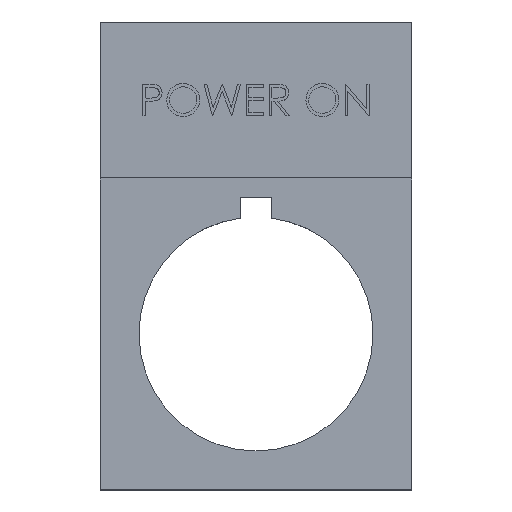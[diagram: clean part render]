
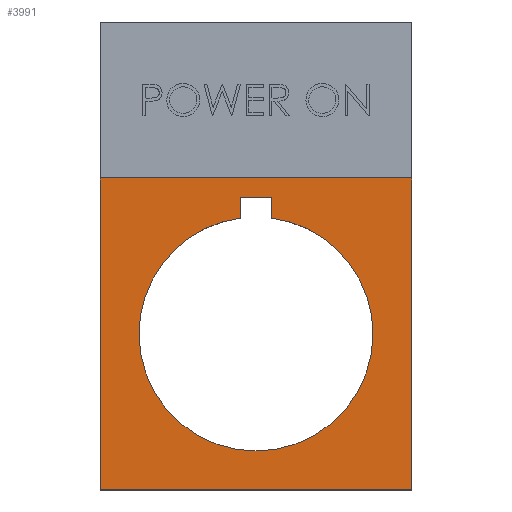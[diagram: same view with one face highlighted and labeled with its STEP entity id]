
A CAD part, top view. The second image highlights one B-rep face of the part: STEP entity #3991.
In plain terms, the highlighted planar face has unit normal (0, 0, 1).
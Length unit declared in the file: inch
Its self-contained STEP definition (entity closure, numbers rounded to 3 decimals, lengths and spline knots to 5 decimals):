
#137 = CARTESIAN_POINT ( 'NONE',  ( -0.59055, 1.1811, 0.01969 ) ) ;
#195 = CARTESIAN_POINT ( 'NONE',  ( 0.19685, 0.59055, 0.01969 ) ) ;
#277 = LINE ( 'NONE', #3764, #699 ) ;
#331 = CARTESIAN_POINT ( 'NONE',  ( 0.05906, 0.43896, 0.01969 ) ) ;
#333 = CARTESIAN_POINT ( 'NONE',  ( 0., 0., 0.01969 ) ) ;
#561 = AXIS2_PLACEMENT_3D ( 'NONE', #2478, #2936, #6083 ) ;
#605 = AXIS2_PLACEMENT_3D ( 'NONE', #4600, #6256, #1134 ) ;
#699 = VECTOR ( 'NONE', #5864, 39.37008 ) ;
#870 = B_SPLINE_CURVE_WITH_KNOTS ( 'NONE', 3,
 ( #4392, #195, #1323, #6486 ),
 .UNSPECIFIED., .F., .F.,
 ( 4, 4 ),
 ( 0., 1. ),
 .UNSPECIFIED. ) ;
#882 = EDGE_CURVE ( 'NONE', #942, #6328, #2868, .T. ) ;
#887 = EDGE_LOOP ( 'NONE', ( #6098, #3576, #3731, #1693 ) ) ;
#942 = VERTEX_POINT ( 'NONE', #1870 ) ;
#960 = LINE ( 'NONE', #1688, #2522 ) ;
#1091 = CARTESIAN_POINT ( 'NONE',  ( 0.05906, 0.5177, 0.01969 ) ) ;
#1128 = VERTEX_POINT ( 'NONE', #1995 ) ;
#1134 = DIRECTION ( 'NONE',  ( 1., 0., 0. ) ) ;
#1176 = CIRCLE ( 'NONE', #561, 0.44291 ) ;
#1323 = CARTESIAN_POINT ( 'NONE',  ( -0.19685, 0.59055, 0.01969 ) ) ;
#1326 = CARTESIAN_POINT ( 'NONE',  ( -0.59055, -0.59055, 0.01969 ) ) ;
#1497 = LINE ( 'NONE', #4564, #3960 ) ;
#1619 = CARTESIAN_POINT ( 'NONE',  ( 0., 0.29528, 0.01969 ) ) ;
#1688 = CARTESIAN_POINT ( 'NONE',  ( -0.05906, 0.5177, 0.01969 ) ) ;
#1693 = ORIENTED_EDGE ( 'NONE', *, *, #5866, .F. ) ;
#1870 = CARTESIAN_POINT ( 'NONE',  ( 0.44291, 0., 0.01969 ) ) ;
#1894 = DIRECTION ( 'NONE',  ( 1., 0., 0. ) ) ;
#1969 = LINE ( 'NONE', #6427, #5979 ) ;
#1995 = CARTESIAN_POINT ( 'NONE',  ( -0.59055, -0.59055, 0.01969 ) ) ;
#2086 = VERTEX_POINT ( 'NONE', #6249 ) ;
#2184 = VERTEX_POINT ( 'NONE', #4871 ) ;
#2406 = CARTESIAN_POINT ( 'NONE',  ( -0.05906, 0.43896, 0.01969 ) ) ;
#2426 = ORIENTED_EDGE ( 'NONE', *, *, #4738, .T. ) ;
#2478 = CARTESIAN_POINT ( 'NONE',  ( 0., 0., 0.01969 ) ) ;
#2505 = EDGE_CURVE ( 'NONE', #4709, #1128, #3105, .T. ) ;
#2522 = VECTOR ( 'NONE', #5322, 39.37008 ) ;
#2638 = VERTEX_POINT ( 'NONE', #331 ) ;
#2670 = PLANE ( 'NONE',  #3507 ) ;
#2835 = ORIENTED_EDGE ( 'NONE', *, *, #3591, .T. ) ;
#2868 = CIRCLE ( 'NONE', #3776, 0.44291 ) ;
#2936 = DIRECTION ( 'NONE',  ( 0., 0., -1. ) ) ;
#3005 = DIRECTION ( 'NONE',  ( 1., 0., 0. ) ) ;
#3105 = LINE ( 'NONE', #1326, #6619 ) ;
#3327 = DIRECTION ( 'NONE',  ( 0., -1., 0. ) ) ;
#3344 = EDGE_LOOP ( 'NONE', ( #5374, #4815, #6749, #5098, #2426, #2835 ) ) ;
#3507 = AXIS2_PLACEMENT_3D ( 'NONE', #1619, #3694, #4776 ) ;
#3576 = ORIENTED_EDGE ( 'NONE', *, *, #4157, .F. ) ;
#3591 = EDGE_CURVE ( 'NONE', #4666, #2086, #960, .T. ) ;
#3694 = DIRECTION ( 'NONE',  ( 0., 0., 1. ) ) ;
#3731 = ORIENTED_EDGE ( 'NONE', *, *, #6351, .T. ) ;
#3764 = CARTESIAN_POINT ( 'NONE',  ( 0.59055, -0.59055, 0.01969 ) ) ;
#3776 = AXIS2_PLACEMENT_3D ( 'NONE', #333, #4533, #1894 ) ;
#3817 = DIRECTION ( 'NONE',  ( 0., 1., 0. ) ) ;
#3960 = VECTOR ( 'NONE', #3005, 39.37008 ) ;
#3991 = ADVANCED_FACE ( 'NONE', ( #5846, #4466 ), #2670, .T. ) ;
#4034 = VECTOR ( 'NONE', #3817, 39.37008 ) ;
#4157 = EDGE_CURVE ( 'NONE', #5106, #4709, #277, .T. ) ;
#4369 = CIRCLE ( 'NONE', #605, 0.44291 ) ;
#4392 = CARTESIAN_POINT ( 'NONE',  ( 0.59055, 0.59055, 0.01969 ) ) ;
#4466 = FACE_OUTER_BOUND ( 'NONE', #887, .T. ) ;
#4533 = DIRECTION ( 'NONE',  ( 0., 0., -1. ) ) ;
#4564 = CARTESIAN_POINT ( 'NONE',  ( 0.05906, 0.5177, 0.01969 ) ) ;
#4566 = EDGE_CURVE ( 'NONE', #2638, #942, #1176, .T. ) ;
#4600 = CARTESIAN_POINT ( 'NONE',  ( 0., 0., 0.01969 ) ) ;
#4666 = VERTEX_POINT ( 'NONE', #2406 ) ;
#4709 = VERTEX_POINT ( 'NONE', #6358 ) ;
#4738 = EDGE_CURVE ( 'NONE', #6328, #4666, #4369, .T. ) ;
#4776 = DIRECTION ( 'NONE',  ( 1., 0., 0. ) ) ;
#4809 = EDGE_CURVE ( 'NONE', #6680, #2638, #1969, .T. ) ;
#4815 = ORIENTED_EDGE ( 'NONE', *, *, #4809, .T. ) ;
#4846 = CARTESIAN_POINT ( 'NONE',  ( 0.59055, 0.59055, 0.01969 ) ) ;
#4871 = CARTESIAN_POINT ( 'NONE',  ( -0.59055, 0.59055, 0.01969 ) ) ;
#5098 = ORIENTED_EDGE ( 'NONE', *, *, #882, .T. ) ;
#5106 = VERTEX_POINT ( 'NONE', #4846 ) ;
#5322 = DIRECTION ( 'NONE',  ( 0., 1., 0. ) ) ;
#5374 = ORIENTED_EDGE ( 'NONE', *, *, #5731, .T. ) ;
#5512 = DIRECTION ( 'NONE',  ( -1., 0., 0. ) ) ;
#5595 = LINE ( 'NONE', #137, #4034 ) ;
#5731 = EDGE_CURVE ( 'NONE', #2086, #6680, #1497, .T. ) ;
#5846 = FACE_BOUND ( 'NONE', #3344, .T. ) ;
#5864 = DIRECTION ( 'NONE',  ( 0., -1., 0. ) ) ;
#5866 = EDGE_CURVE ( 'NONE', #1128, #2184, #5595, .T. ) ;
#5979 = VECTOR ( 'NONE', #3327, 39.37008 ) ;
#6024 = CARTESIAN_POINT ( 'NONE',  ( -0.44291, 0., 0.01969 ) ) ;
#6083 = DIRECTION ( 'NONE',  ( 1., 0., 0. ) ) ;
#6098 = ORIENTED_EDGE ( 'NONE', *, *, #2505, .F. ) ;
#6249 = CARTESIAN_POINT ( 'NONE',  ( -0.05906, 0.5177, 0.01969 ) ) ;
#6256 = DIRECTION ( 'NONE',  ( 0., 0., -1. ) ) ;
#6328 = VERTEX_POINT ( 'NONE', #6024 ) ;
#6351 = EDGE_CURVE ( 'NONE', #5106, #2184, #870, .T. ) ;
#6358 = CARTESIAN_POINT ( 'NONE',  ( 0.59055, -0.59055, 0.01969 ) ) ;
#6427 = CARTESIAN_POINT ( 'NONE',  ( 0.05906, 0.43896, 0.01969 ) ) ;
#6486 = CARTESIAN_POINT ( 'NONE',  ( -0.59055, 0.59055, 0.01969 ) ) ;
#6619 = VECTOR ( 'NONE', #5512, 39.37008 ) ;
#6680 = VERTEX_POINT ( 'NONE', #1091 ) ;
#6749 = ORIENTED_EDGE ( 'NONE', *, *, #4566, .T. ) ;
